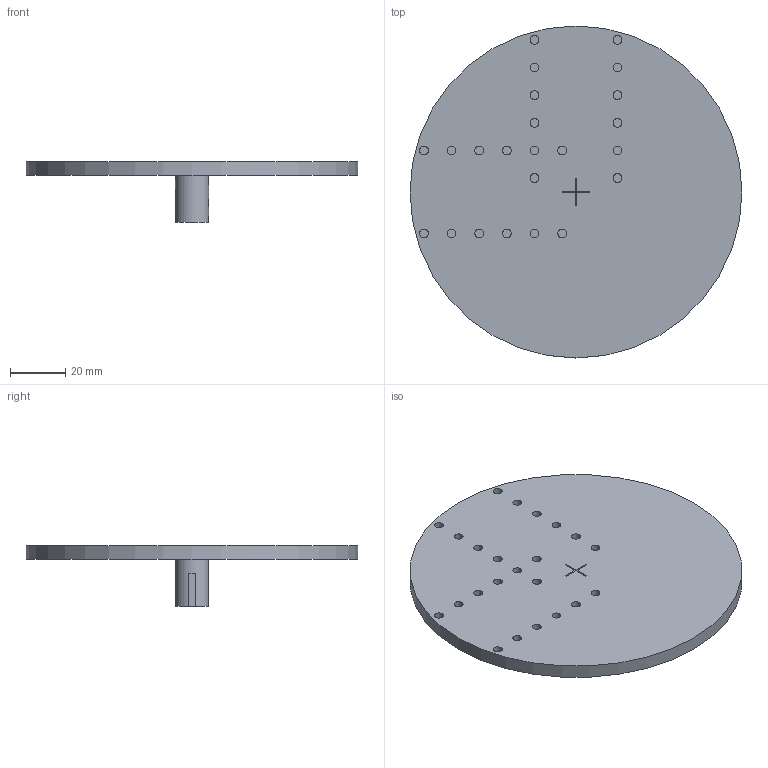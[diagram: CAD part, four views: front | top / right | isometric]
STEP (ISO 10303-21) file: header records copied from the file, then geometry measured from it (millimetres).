
FILE_DESCRIPTION(/* description */ (''),/* implementation_level */ '2;1');
FILE_NAME(/* name */ 'mounting_table.step',/* time_stamp */ '2021-11-13T00:17:52+01:00',/* author */ (''),/* organization */ (''),/* preprocessor_version */ 'ST-DEVELOPER v18.1',/* originating_system */ 'Autodesk Translation Framework v10.10.0.1391',/* authorisation */ '');
FILE_SCHEMA (('AUTOMOTIVE_DESIGN { 1 0 10303 214 3 1 1 }'));
Length unit declared in the file: millimetre
Products named in the file (1): Mounting tray
Bounding box: 120 x 120 x 22 mm (x, y, z)
Volume: 57630.3 mm3; surface area: 26056.7 mm2
Topology: 1 solids, 1 shells, 72 faces, 133 edges, 89 vertices
Faces by surface type: plane 45, cylinder 27
Full cylindrical faces by diameter (mm): 2.5 x1, 3.2 x23, 12 x1, 120 x1
Entity records: 1867 total; most frequent: DIRECTION 332, CARTESIAN_POINT 329, ORIENTED_EDGE 266, EDGE_CURVE 133, AXIS2_PLACEMENT_3D 128, EDGE_LOOP 100, VERTEX_POINT 89, LINE 76
